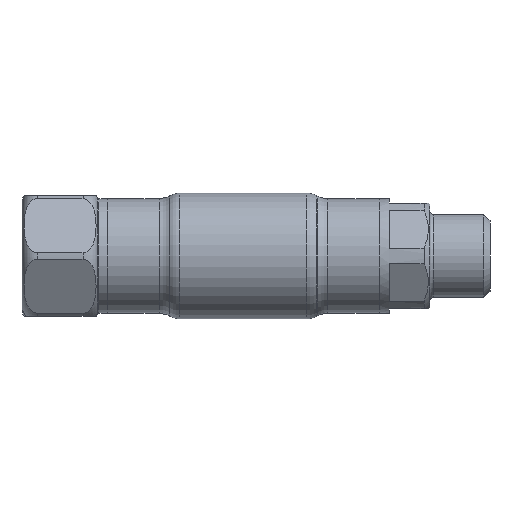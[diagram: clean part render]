
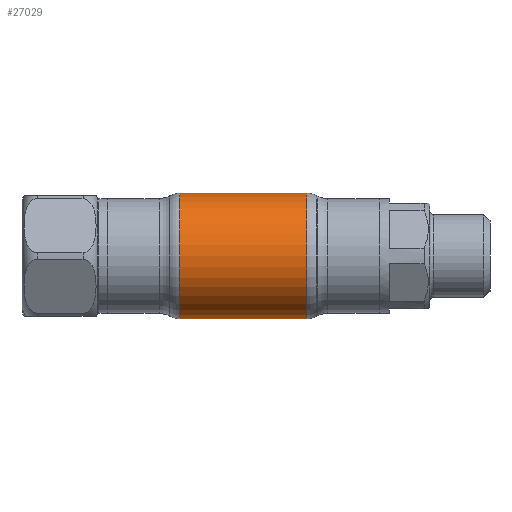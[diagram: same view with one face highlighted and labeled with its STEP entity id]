
A CAD part, front view. The second image highlights one B-rep face of the part: STEP entity #27029.
In plain terms, the highlighted cylindrical face has radius 12.5 mm (diameter 25 mm), a partial arc.
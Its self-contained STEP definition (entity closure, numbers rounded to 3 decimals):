
#216 = CARTESIAN_POINT ( 'NONE',  ( -12.606, 0., -12.5 ) ) ;
#282 = CARTESIAN_POINT ( 'NONE',  ( -62.69, 0., -12.5 ) ) ;
#447 = CARTESIAN_POINT ( 'NONE',  ( -62.69, 0., 0. ) ) ;
#4029 = CIRCLE ( 'NONE', #6851, 12.5 ) ;
#6528 = CARTESIAN_POINT ( 'NONE',  ( -12.606, 0., 12.5 ) ) ;
#6851 = AXIS2_PLACEMENT_3D ( 'NONE', #57122, #39426, #40012 ) ;
#7765 = ORIENTED_EDGE ( 'NONE', *, *, #15879, .T. ) ;
#8067 = VERTEX_POINT ( 'NONE', #6528 ) ;
#12083 = EDGE_CURVE ( 'NONE', #34251, #14122, #4029, .T. ) ;
#12314 = AXIS2_PLACEMENT_3D ( 'NONE', #58045, #21962, #36265 ) ;
#14122 = VERTEX_POINT ( 'NONE', #18930 ) ;
#15879 = EDGE_CURVE ( 'NONE', #14122, #8067, #28763, .T. ) ;
#18218 = DIRECTION ( 'NONE',  ( -1., 0., 0. ) ) ;
#18930 = CARTESIAN_POINT ( 'NONE',  ( 12.606, 0., 12.5 ) ) ;
#19454 = VERTEX_POINT ( 'NONE', #216 ) ;
#21962 = DIRECTION ( 'NONE',  ( -1., 0., 0. ) ) ;
#26988 = EDGE_LOOP ( 'NONE', ( #39640, #46833, #7765, #52803 ) ) ;
#27029 = ADVANCED_FACE ( 'NONE', ( #41518 ), #33225, .T. ) ;
#27622 = DIRECTION ( 'NONE',  ( 0., 0., 1. ) ) ;
#27745 = LINE ( 'NONE', #282, #42372 ) ;
#28064 = EDGE_CURVE ( 'NONE', #19454, #8067, #37827, .T. ) ;
#28763 = LINE ( 'NONE', #55891, #53574 ) ;
#33193 = DIRECTION ( 'NONE',  ( -1., 0., 0. ) ) ;
#33225 = CYLINDRICAL_SURFACE ( 'NONE', #41640, 12.5 ) ;
#34251 = VERTEX_POINT ( 'NONE', #36547 ) ;
#36265 = DIRECTION ( 'NONE',  ( 0., 0., 1. ) ) ;
#36547 = CARTESIAN_POINT ( 'NONE',  ( 12.606, 0., -12.5 ) ) ;
#37827 = CIRCLE ( 'NONE', #12314, 12.5 ) ;
#39426 = DIRECTION ( 'NONE',  ( -1., 0., 0. ) ) ;
#39640 = ORIENTED_EDGE ( 'NONE', *, *, #56193, .F. ) ;
#40012 = DIRECTION ( 'NONE',  ( 0., 0., 1. ) ) ;
#41518 = FACE_OUTER_BOUND ( 'NONE', #26988, .T. ) ;
#41640 = AXIS2_PLACEMENT_3D ( 'NONE', #447, #46495, #27622 ) ;
#42372 = VECTOR ( 'NONE', #18218, 1000. ) ;
#46495 = DIRECTION ( 'NONE',  ( -1., 0., 0. ) ) ;
#46833 = ORIENTED_EDGE ( 'NONE', *, *, #12083, .T. ) ;
#52803 = ORIENTED_EDGE ( 'NONE', *, *, #28064, .F. ) ;
#53574 = VECTOR ( 'NONE', #33193, 1000. ) ;
#55891 = CARTESIAN_POINT ( 'NONE',  ( -62.69, 0., 12.5 ) ) ;
#56193 = EDGE_CURVE ( 'NONE', #34251, #19454, #27745, .T. ) ;
#57122 = CARTESIAN_POINT ( 'NONE',  ( 12.606, 0., 0. ) ) ;
#58045 = CARTESIAN_POINT ( 'NONE',  ( -12.606, 0., 0. ) ) ;
